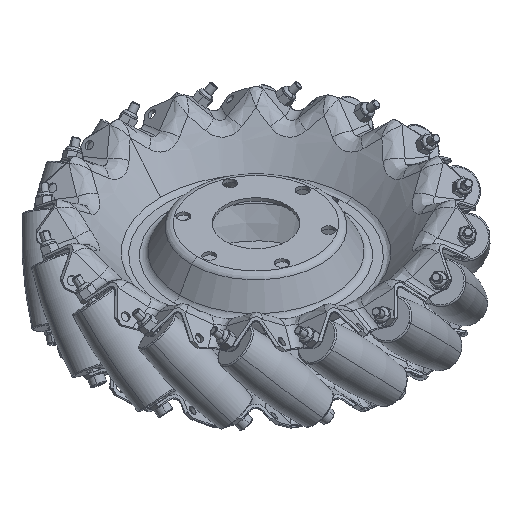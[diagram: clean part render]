
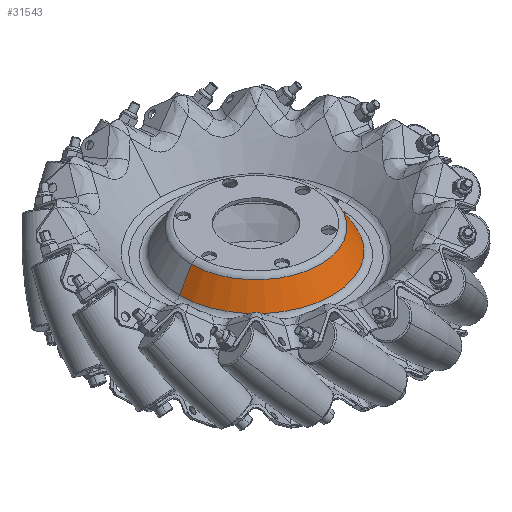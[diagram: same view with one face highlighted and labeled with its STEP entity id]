
A CAD part, isometric view. The second image highlights one B-rep face of the part: STEP entity #31543.
In plain terms, the highlighted conical face has half-angle 30 degrees and reference radius 34.991 mm.
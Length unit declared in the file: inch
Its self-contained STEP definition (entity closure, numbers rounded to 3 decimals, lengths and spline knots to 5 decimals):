
#391 = CARTESIAN_POINT ( 'NONE',  ( 1.37759, 0., 0.0625 ) ) ;
#410 = DIRECTION ( 'NONE',  ( 0.5, 0., -0.866 ) ) ;
#950 = CARTESIAN_POINT ( 'NONE',  ( 1.37759, 0., 0.0625 ) ) ;
#987 = CARTESIAN_POINT ( 'NONE',  ( -1.16108, 0., 0.4375 ) ) ;
#1141 = CARTESIAN_POINT ( 'NONE',  ( 1.16108, 0., 0.4375 ) ) ;
#1366 = CARTESIAN_POINT ( 'NONE',  ( -1.37759, 0., 0.0625 ) ) ;
#1636 = CARTESIAN_POINT ( 'NONE',  ( 0., 0., 0.0625 ) ) ;
#1638 = DIRECTION ( 'NONE',  ( 0., 0., -1. ) ) ;
#1639 = DIRECTION ( 'NONE',  ( -1., 0., 0. ) ) ;
#2126 = CARTESIAN_POINT ( 'NONE',  ( -1.37759, 0., 0.0625 ) ) ;
#2127 = DIRECTION ( 'NONE',  ( -0.5, 0., -0.866 ) ) ;
#3521 = FACE_OUTER_BOUND ( 'NONE', #8027, .T. ) ;
#3523 = CONICAL_SURFACE ( 'NONE', #8477, 1.37759, 0.524 ) ;
#8027 = EDGE_LOOP ( 'NONE', ( #11159, #11160, #11161, #11162 ) ) ;
#8141 = AXIS2_PLACEMENT_3D ( 'NONE', #1636, #1638, #1639 ) ;
#8477 = AXIS2_PLACEMENT_3D ( 'NONE', #39032, #39029, #39030 ) ;
#11159 = ORIENTED_EDGE ( 'NONE', *, *, #14485, .F. ) ;
#11160 = ORIENTED_EDGE ( 'NONE', *, *, #14082, .T. ) ;
#11161 = ORIENTED_EDGE ( 'NONE', *, *, #16749, .T. ) ;
#11162 = ORIENTED_EDGE ( 'NONE', *, *, #16706, .F. ) ;
#11526 = CIRCLE ( 'NONE', #17128, 1.16108 ) ;
#14082 = EDGE_CURVE ( 'NONE', #15438, #15357, #11526, .T. ) ;
#14485 = EDGE_CURVE ( 'NONE', #15438, #15335, #33637, .T. ) ;
#15016 = DIRECTION ( 'NONE',  ( -1., 0., 0. ) ) ;
#15017 = DIRECTION ( 'NONE',  ( 0., 0., -1. ) ) ;
#15018 = CARTESIAN_POINT ( 'NONE',  ( 0., 0., 0.4375 ) ) ;
#15335 = VERTEX_POINT ( 'NONE', #950 ) ;
#15357 = VERTEX_POINT ( 'NONE', #987 ) ;
#15438 = VERTEX_POINT ( 'NONE', #1141 ) ;
#15564 = VERTEX_POINT ( 'NONE', #1366 ) ;
#16706 = EDGE_CURVE ( 'NONE', #15335, #15564, #33683, .T. ) ;
#16749 = EDGE_CURVE ( 'NONE', #15357, #15564, #33772, .T. ) ;
#17128 = AXIS2_PLACEMENT_3D ( 'NONE', #15018, #15017, #15016 ) ;
#31543 = ADVANCED_FACE ( 'NONE', ( #3521 ), #3523, .T. ) ;
#33637 = LINE ( 'NONE', #391, #33642 ) ;
#33642 = VECTOR ( 'NONE', #410, 39.37008 ) ;
#33683 = CIRCLE ( 'NONE', #8141, 1.37759 ) ;
#33754 = VECTOR ( 'NONE', #2127, 39.37008 ) ;
#33772 = LINE ( 'NONE', #2126, #33754 ) ;
#39029 = DIRECTION ( 'NONE',  ( 0., 0., -1. ) ) ;
#39030 = DIRECTION ( 'NONE',  ( -1., 0., 0. ) ) ;
#39032 = CARTESIAN_POINT ( 'NONE',  ( 0., 0., 0.0625 ) ) ;
